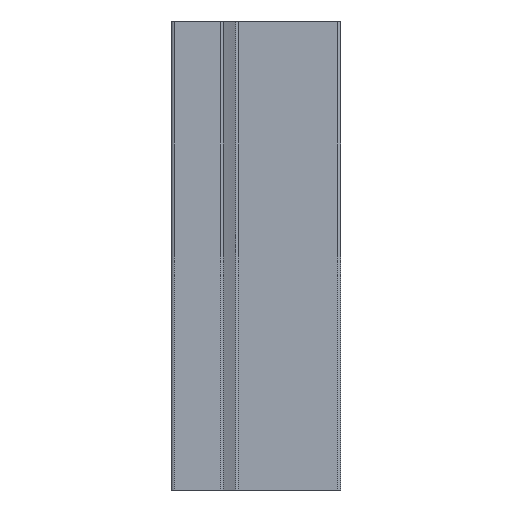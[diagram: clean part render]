
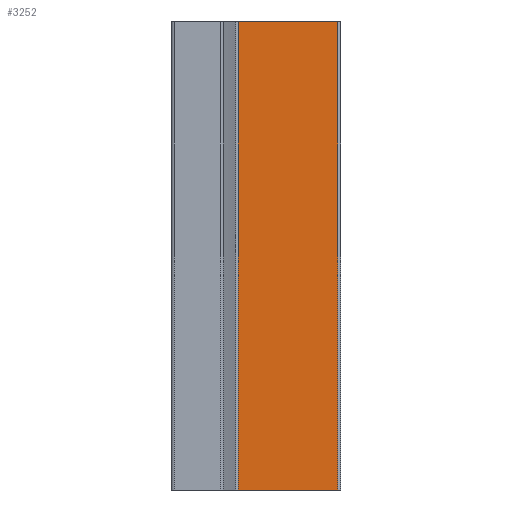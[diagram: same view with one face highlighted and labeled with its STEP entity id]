
A CAD part, left-side view. The second image highlights one B-rep face of the part: STEP entity #3252.
In plain terms, the highlighted face is planar.
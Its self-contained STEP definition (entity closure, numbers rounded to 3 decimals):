
#81=PLANE('',#3523);
#219=LINE('',#5307,#483);
#220=LINE('',#5309,#484);
#221=LINE('',#5311,#485);
#222=LINE('',#5313,#486);
#483=VECTOR('',#4074,1000.);
#484=VECTOR('',#4077,1000.);
#485=VECTOR('',#4078,1000.);
#486=VECTOR('',#4079,1000.);
#1046=ORIENTED_EDGE('',*,*,#1906,.F.);
#1047=ORIENTED_EDGE('',*,*,#1905,.F.);
#1048=ORIENTED_EDGE('',*,*,#1907,.T.);
#1049=ORIENTED_EDGE('',*,*,#1908,.T.);
#1905=EDGE_CURVE('',#2313,#2312,#219,.T.);
#1906=EDGE_CURVE('',#2312,#2314,#220,.T.);
#1907=EDGE_CURVE('',#2313,#2315,#221,.T.);
#1908=EDGE_CURVE('',#2315,#2314,#222,.T.);
#2312=VERTEX_POINT('',#5304);
#2313=VERTEX_POINT('',#5306);
#2314=VERTEX_POINT('',#5310);
#2315=VERTEX_POINT('',#5312);
#2614=EDGE_LOOP('',(#1046,#1047,#1048,#1049));
#2894=FACE_BOUND('',#2614,.T.);
#3252=ADVANCED_FACE('',(#2894),#81,.T.);
#3523=AXIS2_PLACEMENT_3D('',#5308,#4075,#4076);
#4074=DIRECTION('',(0.,0.,1.));
#4075=DIRECTION('',(1.,0.,0.));
#4076=DIRECTION('',(0.,0.,-1.));
#4077=DIRECTION('',(0.,1.,0.));
#4078=DIRECTION('',(0.,1.,0.));
#4079=DIRECTION('',(0.,0.,1.));
#5304=CARTESIAN_POINT('',(40.5,0.5,0.));
#5306=CARTESIAN_POINT('',(40.5,0.5,-80.));
#5307=CARTESIAN_POINT('',(40.5,0.5,-80.));
#5308=CARTESIAN_POINT('',(40.5,0.5,-80.));
#5309=CARTESIAN_POINT('',(40.5,0.5,0.));
#5310=CARTESIAN_POINT('',(40.5,17.535,0.));
#5311=CARTESIAN_POINT('',(40.5,0.5,-80.));
#5312=CARTESIAN_POINT('',(40.5,17.535,-80.));
#5313=CARTESIAN_POINT('',(40.5,17.535,-80.));
